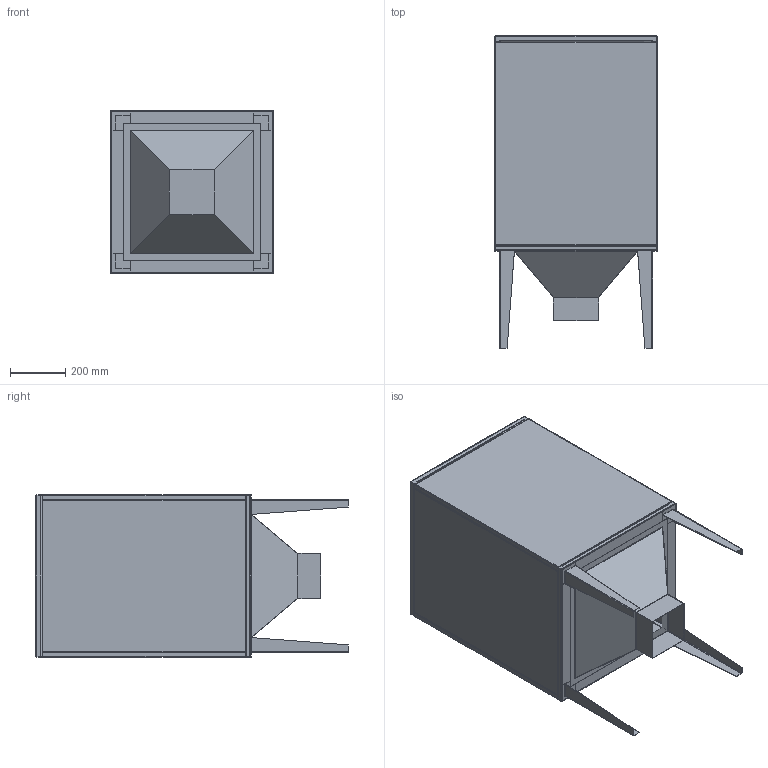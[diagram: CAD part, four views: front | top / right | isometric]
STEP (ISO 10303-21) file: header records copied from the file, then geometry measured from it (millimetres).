
FILE_DESCRIPTION(('FreeCAD Model'),'2;1');
FILE_NAME('Open CASCADE Shape Model','2025-04-29T15:48:51',('FreeCAD'),( 'FreeCAD'),'Open CASCADE STEP processor 7.6','FreeCAD','Unknown');
FILE_SCHEMA(('AUTOMOTIVE_DESIGN { 1 0 10303 214 1 1 1 1 }'));
Length unit declared in the file: millimetre
Products named in the file (1): Open CASCADE STEP translator 7.6 1
Bounding box: 587.34 x 1132.87 x 587.34 mm (x, y, z)
Volume: 11426124.9 mm3; surface area: 7794212.8 mm2
Topology: 17 solids, 17 shells, 642 faces, 1376 edges, 768 vertices
Faces by surface type: bspline 642
Entity records: 17512 total; most frequent: CARTESIAN_POINT 8865, ORIENTED_EDGE 2752, EDGE_CURVE 1376, B_SPLINE_CURVE_WITH_KNOTS 1236, VERTEX_POINT 768, FACE_BOUND 650, EDGE_LOOP 650, ADVANCED_FACE 642
